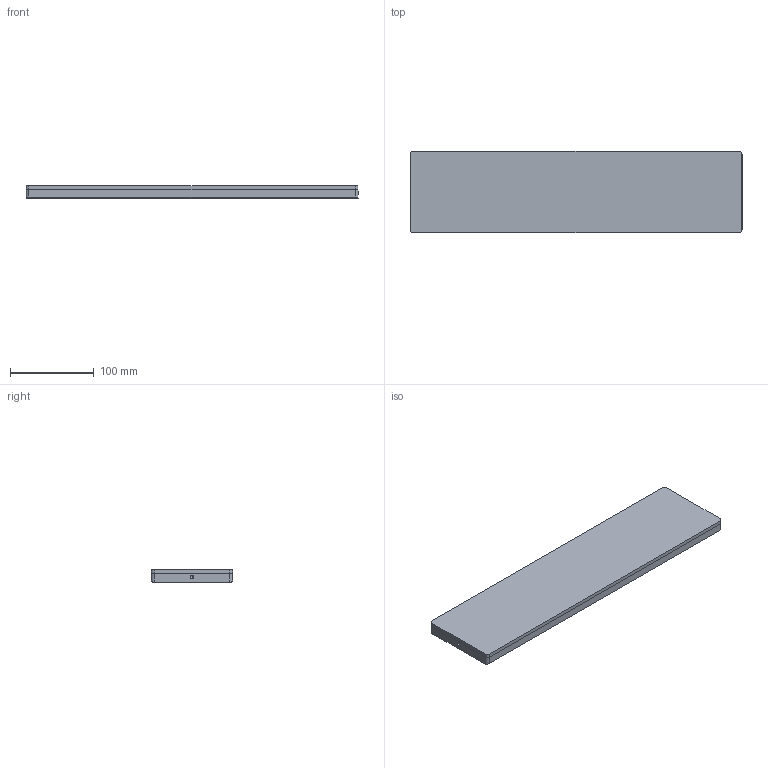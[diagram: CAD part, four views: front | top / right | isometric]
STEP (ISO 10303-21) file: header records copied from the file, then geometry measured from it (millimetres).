
FILE_DESCRIPTION (( 'STEP AP203' ), '1' );
FILE_NAME ('S17097415.STEP', '2015-10-27T15:25:14', ( '' ), ( '' ), 'SwSTEP 2.0', 'SolidWorks 2015', '' );
FILE_SCHEMA (( 'CONFIG_CONTROL_DESIGN' ));
Length unit declared in the file: millimetre
Products named in the file (1): S17097415
Bounding box: 396.9 x 96.9 x 15 mm (x, y, z)
Volume: 568063.3 mm3; surface area: 94289.6 mm2
Topology: 1 solids, 1 shells, 88 faces, 234 edges, 150 vertices
Faces by surface type: plane 48, cylinder 36, cone 4
Entity records: 2807 total; most frequent: CARTESIAN_POINT 529, DIRECTION 460, ORIENTED_EDGE 460, EDGE_CURVE 230, VECTOR 154, LINE 154, AXIS2_PLACEMENT_3D 153, VERTEX_POINT 150
